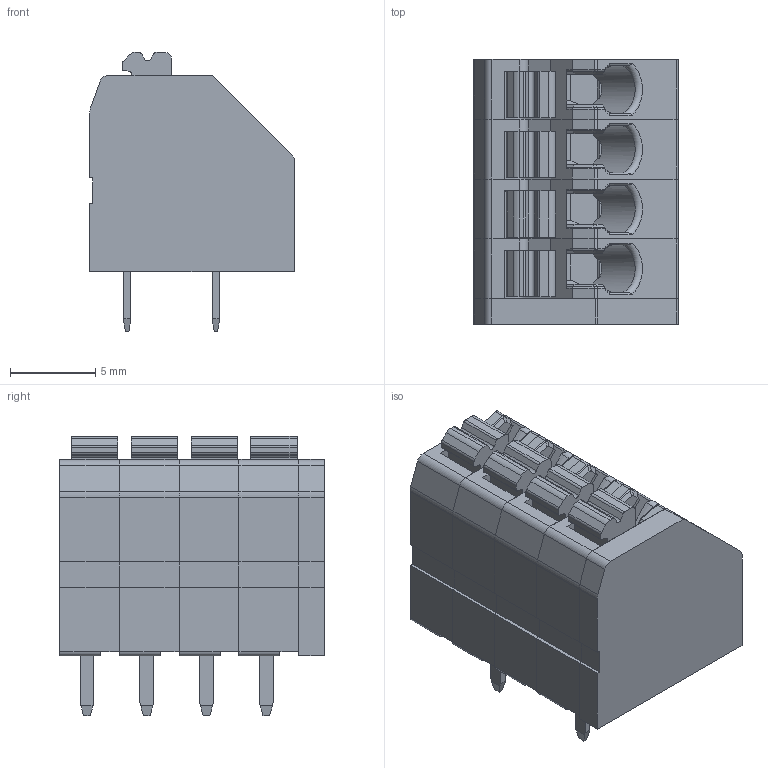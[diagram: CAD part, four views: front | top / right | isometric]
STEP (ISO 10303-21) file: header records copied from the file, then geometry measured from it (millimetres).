
FILE_DESCRIPTION( ( 'STEP AP214' ), '1' );
FILE_NAME( 'MX522-35004G0-20230210.stp', '2023-03-28T07:41:42', ( ' ' ), ( ' ' ), 'XStep 1.0', ' ', ' ' );
FILE_SCHEMA( ( 'CONFIG_CONTROL_DESIGN) ( )' ) );
Length unit declared in the file: metre
Products named in the file (1): 1
Bounding box: 12 x 15.5 x 16.35 mm (x, y, z)
Volume: 1695.2 mm3; surface area: 2387.6 mm2
Topology: 1 solids, 3 shells, 767 faces, 2114 edges, 1378 vertices
Faces by surface type: plane 419, cylinder 242, torus 40, bspline 38, sphere 20, cone 8
Full cylindrical faces by diameter (mm): 0.247 x3, 0.94 x12, 1.14 x3
Entity records: 25930 total; most frequent: CARTESIAN_POINT 7008, ORIENTED_EDGE 3958, DIRECTION 3823, EDGE_CURVE 1979, VERTEX_POINT 1331, LINE 1291, VECTOR 1291, AXIS2_PLACEMENT_3D 1266
